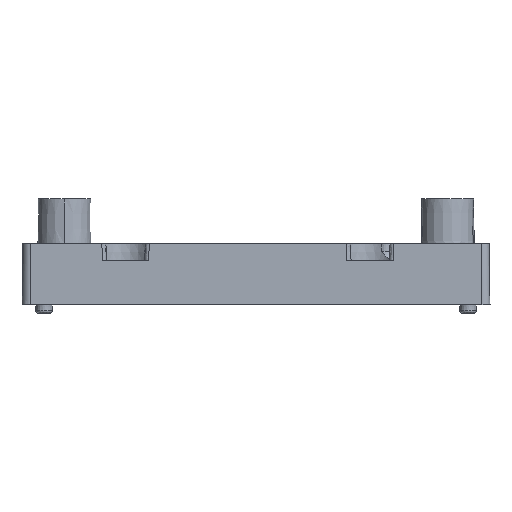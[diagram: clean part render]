
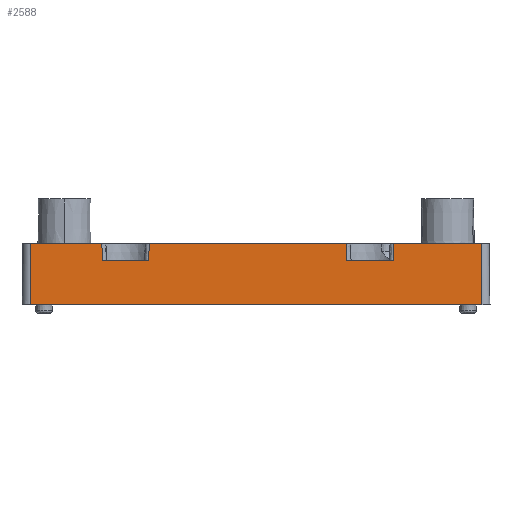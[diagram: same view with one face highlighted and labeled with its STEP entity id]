
A CAD part, front view. The second image highlights one B-rep face of the part: STEP entity #2588.
In plain terms, the highlighted planar face has unit normal (0, -1, 0.014).
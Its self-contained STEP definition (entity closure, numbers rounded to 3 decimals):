
#258 = ORIENTED_EDGE ( 'NONE', *, *, #17983, .T. ) ;
#323 = ORIENTED_EDGE ( 'NONE', *, *, #16881, .F. ) ;
#588 = AXIS2_PLACEMENT_3D ( 'NONE', #9277, #14126, #31155 ) ;
#815 = VERTEX_POINT ( 'NONE', #25109 ) ;
#1724 = LINE ( 'NONE', #17107, #13117 ) ;
#1947 = VECTOR ( 'NONE', #9575, 1000. ) ;
#2588 = ADVANCED_FACE ( 'NONE', ( #2861 ), #4375, .T. ) ;
#2861 = FACE_OUTER_BOUND ( 'NONE', #6822, .T. ) ;
#3281 = CARTESIAN_POINT ( 'NONE',  ( 16.903, -36.745, 7.5 ) ) ;
#3463 = CARTESIAN_POINT ( 'NONE',  ( -13.097, -36.745, 7.5 ) ) ;
#3672 = CARTESIAN_POINT ( 'NONE',  ( 11.158, -36.775, 5.4 ) ) ;
#3999 = ORIENTED_EDGE ( 'NONE', *, *, #11811, .T. ) ;
#4058 = CARTESIAN_POINT ( 'NONE',  ( -27.595, -36.745, 7.5 ) ) ;
#4166 = CARTESIAN_POINT ( 'NONE',  ( 27.595, -36.745, 7.5 ) ) ;
#4344 = EDGE_CURVE ( 'NONE', #8532, #20064, #16071, .T. ) ;
#4375 = PLANE ( 'NONE',  #588 ) ;
#4473 = VERTEX_POINT ( 'NONE', #4166 ) ;
#4514 = CARTESIAN_POINT ( 'NONE',  ( 11.158, -36.775, 5.4 ) ) ;
#4600 = CARTESIAN_POINT ( 'NONE',  ( 27.7, -36.85, 0. ) ) ;
#4627 = CARTESIAN_POINT ( 'NONE',  ( 0., -36.745, 7.5 ) ) ;
#4667 = DIRECTION ( 'NONE',  ( 1., 0., 0. ) ) ;
#4776 = CARTESIAN_POINT ( 'NONE',  ( 11.097, -36.745, 7.5 ) ) ;
#5126 = VERTEX_POINT ( 'NONE', #28207 ) ;
#5279 = CARTESIAN_POINT ( 'NONE',  ( -27.595, -36.745, 7.5 ) ) ;
#5799 = CARTESIAN_POINT ( 'NONE',  ( -18.842, -36.775, 5.4 ) ) ;
#5949 = LINE ( 'NONE', #4514, #8250 ) ;
#6182 = VECTOR ( 'NONE', #4667, 1000. ) ;
#6467 = VECTOR ( 'NONE', #15151, 1000. ) ;
#6722 = CARTESIAN_POINT ( 'NONE',  ( 0., -36.745, 7.5 ) ) ;
#6822 = EDGE_LOOP ( 'NONE', ( #9062, #20722, #19829, #28522, #323, #9234, #258, #3999, #31002, #23050, #21809, #14122 ) ) ;
#6997 = DIRECTION ( 'NONE',  ( -0.029, 0.014, 0.999 ) ) ;
#7671 = DIRECTION ( 'NONE',  ( 1., 0., 0. ) ) ;
#7796 = VERTEX_POINT ( 'NONE', #8676 ) ;
#8067 = LINE ( 'NONE', #4600, #18687 ) ;
#8250 = VECTOR ( 'NONE', #6997, 1000. ) ;
#8532 = VERTEX_POINT ( 'NONE', #5279 ) ;
#8571 = DIRECTION ( 'NONE',  ( -0.014, -0.014, -1. ) ) ;
#8676 = CARTESIAN_POINT ( 'NONE',  ( -13.158, -36.775, 5.4 ) ) ;
#9062 = ORIENTED_EDGE ( 'NONE', *, *, #20857, .F. ) ;
#9234 = ORIENTED_EDGE ( 'NONE', *, *, #27677, .T. ) ;
#9277 = CARTESIAN_POINT ( 'NONE',  ( 0., -36.85, 0. ) ) ;
#9402 = VERTEX_POINT ( 'NONE', #30439 ) ;
#9575 = DIRECTION ( 'NONE',  ( -1., 0., 0. ) ) ;
#10920 = VERTEX_POINT ( 'NONE', #4776 ) ;
#11757 = VECTOR ( 'NONE', #27741, 1000. ) ;
#11811 = EDGE_CURVE ( 'NONE', #19711, #9402, #15878, .T. ) ;
#12536 = CARTESIAN_POINT ( 'NONE',  ( 0., -36.85, 0. ) ) ;
#12635 = LINE ( 'NONE', #19242, #6182 ) ;
#12913 = LINE ( 'NONE', #3463, #6467 ) ;
#13117 = VECTOR ( 'NONE', #29406, 1000. ) ;
#13789 = VECTOR ( 'NONE', #8571, 1000. ) ;
#13974 = VECTOR ( 'NONE', #21612, 1000. ) ;
#14122 = ORIENTED_EDGE ( 'NONE', *, *, #18762, .T. ) ;
#14126 = DIRECTION ( 'NONE',  ( 0., -1., 0.014 ) ) ;
#15151 = DIRECTION ( 'NONE',  ( -0.029, -0.014, -0.999 ) ) ;
#15442 = EDGE_CURVE ( 'NONE', #5126, #29466, #1724, .T. ) ;
#15502 = EDGE_CURVE ( 'NONE', #20064, #815, #17295, .T. ) ;
#15522 = DIRECTION ( 'NONE',  ( -0.029, -0.014, -0.999 ) ) ;
#15739 = VECTOR ( 'NONE', #7671, 1000. ) ;
#15878 = LINE ( 'NONE', #5799, #11757 ) ;
#16016 = CARTESIAN_POINT ( 'NONE',  ( -13.097, -36.745, 7.5 ) ) ;
#16071 = LINE ( 'NONE', #4058, #13789 ) ;
#16881 = EDGE_CURVE ( 'NONE', #23303, #10920, #12635, .T. ) ;
#17107 = CARTESIAN_POINT ( 'NONE',  ( 0., -36.775, 5.4 ) ) ;
#17295 = LINE ( 'NONE', #12536, #15739 ) ;
#17983 = EDGE_CURVE ( 'NONE', #7796, #19711, #22465, .T. ) ;
#18687 = VECTOR ( 'NONE', #24270, 1000. ) ;
#18709 = DIRECTION ( 'NONE',  ( 1., 0., 0. ) ) ;
#18762 = EDGE_CURVE ( 'NONE', #815, #4473, #8067, .T. ) ;
#19242 = CARTESIAN_POINT ( 'NONE',  ( 0., -36.745, 7.5 ) ) ;
#19711 = VERTEX_POINT ( 'NONE', #25696 ) ;
#19829 = ORIENTED_EDGE ( 'NONE', *, *, #15442, .T. ) ;
#20064 = VERTEX_POINT ( 'NONE', #22734 ) ;
#20722 = ORIENTED_EDGE ( 'NONE', *, *, #28236, .T. ) ;
#20857 = EDGE_CURVE ( 'NONE', #21546, #4473, #28782, .T. ) ;
#21546 = VERTEX_POINT ( 'NONE', #3281 ) ;
#21612 = DIRECTION ( 'NONE',  ( 1., 0., 0. ) ) ;
#21798 = EDGE_CURVE ( 'NONE', #8532, #9402, #24203, .T. ) ;
#21809 = ORIENTED_EDGE ( 'NONE', *, *, #15502, .T. ) ;
#22247 = EDGE_CURVE ( 'NONE', #29466, #10920, #5949, .T. ) ;
#22465 = LINE ( 'NONE', #31130, #1947 ) ;
#22734 = CARTESIAN_POINT ( 'NONE',  ( -27.7, -36.85, 0. ) ) ;
#23050 = ORIENTED_EDGE ( 'NONE', *, *, #4344, .T. ) ;
#23303 = VERTEX_POINT ( 'NONE', #16016 ) ;
#24203 = LINE ( 'NONE', #6722, #24611 ) ;
#24270 = DIRECTION ( 'NONE',  ( -0.014, 0.014, 1. ) ) ;
#24611 = VECTOR ( 'NONE', #18709, 1000. ) ;
#25109 = CARTESIAN_POINT ( 'NONE',  ( 27.7, -36.85, 0. ) ) ;
#25442 = LINE ( 'NONE', #30107, #27301 ) ;
#25696 = CARTESIAN_POINT ( 'NONE',  ( -18.842, -36.775, 5.4 ) ) ;
#27301 = VECTOR ( 'NONE', #15522, 1000. ) ;
#27677 = EDGE_CURVE ( 'NONE', #23303, #7796, #12913, .T. ) ;
#27741 = DIRECTION ( 'NONE',  ( -0.029, 0.014, 0.999 ) ) ;
#28207 = CARTESIAN_POINT ( 'NONE',  ( 16.842, -36.775, 5.4 ) ) ;
#28236 = EDGE_CURVE ( 'NONE', #21546, #5126, #25442, .T. ) ;
#28522 = ORIENTED_EDGE ( 'NONE', *, *, #22247, .T. ) ;
#28782 = LINE ( 'NONE', #4627, #13974 ) ;
#29406 = DIRECTION ( 'NONE',  ( -1., 0., 0. ) ) ;
#29466 = VERTEX_POINT ( 'NONE', #3672 ) ;
#30107 = CARTESIAN_POINT ( 'NONE',  ( 16.903, -36.745, 7.5 ) ) ;
#30439 = CARTESIAN_POINT ( 'NONE',  ( -18.903, -36.745, 7.5 ) ) ;
#31002 = ORIENTED_EDGE ( 'NONE', *, *, #21798, .F. ) ;
#31130 = CARTESIAN_POINT ( 'NONE',  ( 0., -36.775, 5.4 ) ) ;
#31155 = DIRECTION ( 'NONE',  ( 0., -0.014, -1. ) ) ;
